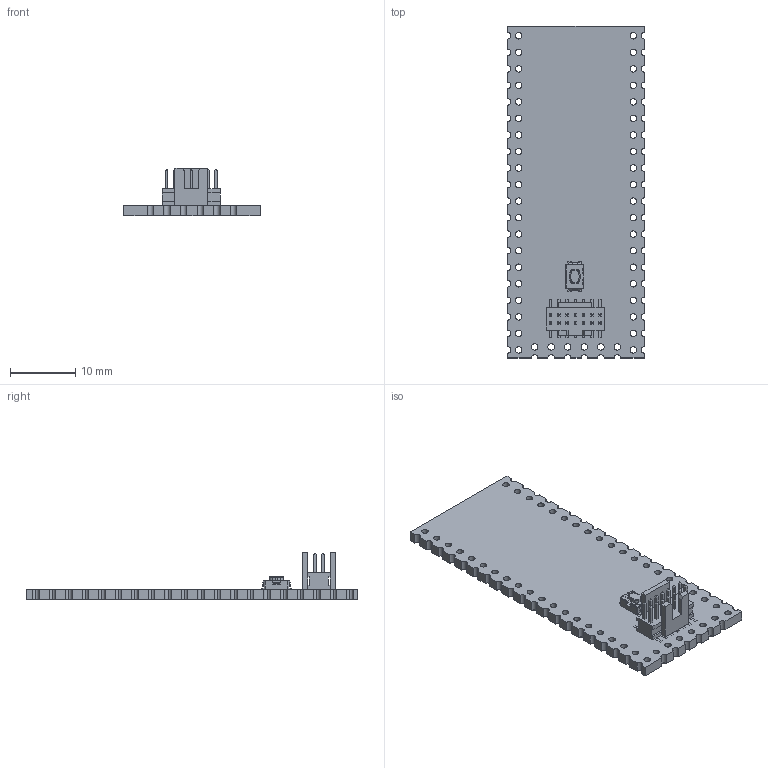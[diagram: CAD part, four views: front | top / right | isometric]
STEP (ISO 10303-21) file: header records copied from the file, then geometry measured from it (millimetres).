
FILE_DESCRIPTION(('KiCad electronic assembly'),'2;1');
FILE_NAME('microcontroller_mini.step','2022-03-30T21:48:11',('Pcbnew'),( 'Kicad'),'Open CASCADE STEP processor 7.5','KiCad to STEP converter' ,'Unknown');
FILE_SCHEMA(('AUTOMOTIVE_DESIGN { 1 0 10303 214 1 1 1 1 }'));
Length unit declared in the file: millimetre
Products named in the file (6): microcontroller_mini 1; FTSH-107-01-F-DV-K; COMPOUND; KMR241NGLFS; SOLID; microcontroller_mini PCB
Assembly tree (5 placements, depth 3):
  microcontroller_mini 1
    FTSH-107-01-F-DV-K
      COMPOUND
    KMR241NGLFS
      SOLID
    microcontroller_mini PCB
Bounding box: 21 x 51 x 7.36 mm (x, y, z)
Volume: 1773.1 mm3; surface area: 3130.2 mm2
Topology: 5 solids, 5 shells, 859 faces, 2398 edges, 1552 vertices
Faces by surface type: bspline 695, cylinder 112, plane 52
Full cylindrical faces by diameter (mm): 1 x46
Entity records: 55499 total; most frequent: CARTESIAN_POINT 20968, B_SPLINE_CURVE_WITH_KNOTS 5520, ORIENTED_EDGE 4794, PCURVE 4794, DEFINITIONAL_REPRESENTATION 4794, EDGE_CURVE 2397, SURFACE_CURVE 2344, DIRECTION 1850
